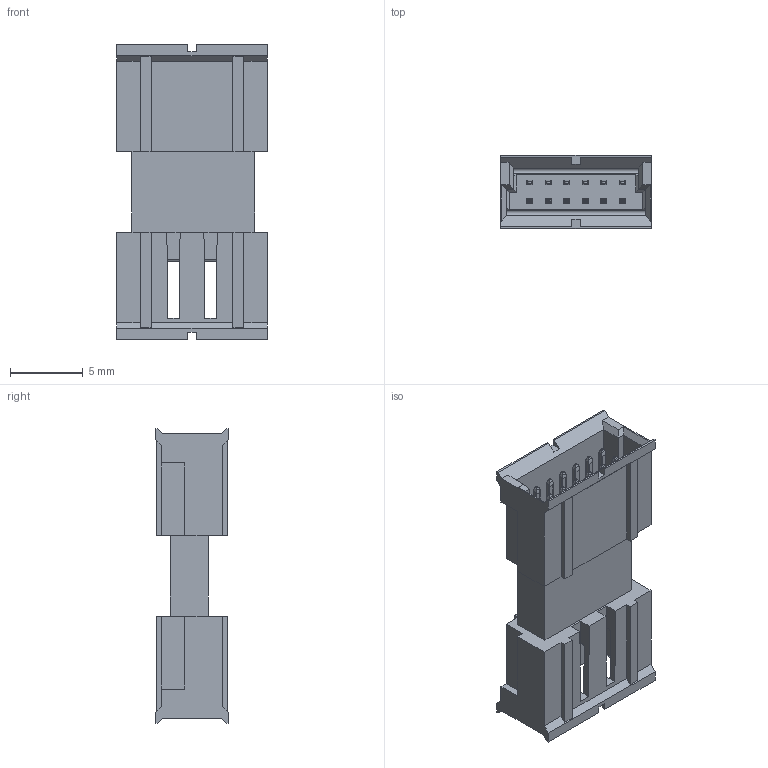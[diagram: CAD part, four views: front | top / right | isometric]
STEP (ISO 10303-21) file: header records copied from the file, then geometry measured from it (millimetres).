
FILE_DESCRIPTION( ('This file contains a STEP AP42 implementation' ,'as created by ZW3D STEP Interface translator.') ,'2;1' );
FILE_NAME( '3912-012SS3AB202T01.stp11.stp' ,'23 823.141927', (''), ('ZWCAD Software Co.'), 'Version 1.0', 'ZW3D to STEP translator', '' );
FILE_SCHEMA(('AUTOMOTIVE_DESIGN { 1 0 10303 214 1 1 1 1 }'));
Length unit declared in the file: millimetre
Products named in the file (2): 0; 3912-012SS3AB202T01
Bounding box: 10.35 x 5 x 20.2 mm (x, y, z)
Volume: 447.3 mm3; surface area: 1248.2 mm2
Topology: 2 solids, 2 shells, 1216 faces, 3448 edges, 2252 vertices
Faces by surface type: plane 804, cylinder 388, bspline 24
Entity records: 40767 total; most frequent: CARTESIAN_POINT 8477, ORIENTED_EDGE 6896, DIRECTION 5934, EDGE_CURVE 3448, VECTOR 2472, LINE 2472, VERTEX_POINT 2252, AXIS2_PLACEMENT_3D 1731
